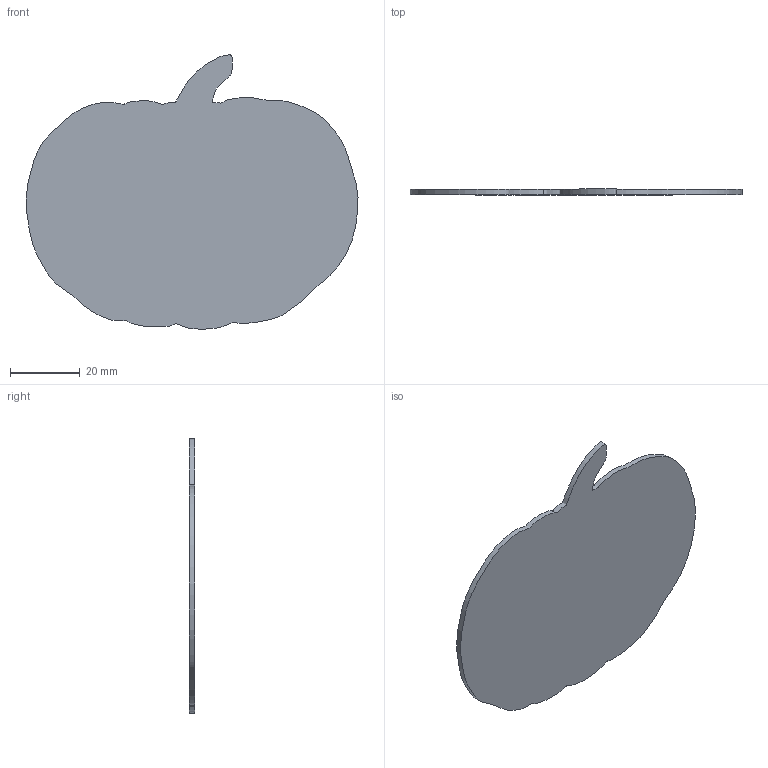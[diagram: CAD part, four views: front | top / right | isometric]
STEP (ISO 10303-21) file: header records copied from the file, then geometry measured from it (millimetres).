
FILE_DESCRIPTION (( 'STEP AP214' ), '1' );
FILE_NAME ('Pumpkin_Board_Layout.STEP', '2018-10-15T19:06:46', ( '' ), ( '' ), 'SwSTEP 2.0', 'SolidWorks 2016', '' );
FILE_SCHEMA (( 'AUTOMOTIVE_DESIGN' ));
Length unit declared in the file: millimetre
Products named in the file (1): Pumpkin_Board_Layout
Bounding box: 95.1 x 1.6 x 78.59 mm (x, y, z)
Volume: 7935.9 mm3; surface area: 11187.8 mm2
Topology: 1 solids, 1 shells, 4 faces, 6 edges, 4 vertices
Faces by surface type: bspline 2, plane 2
Entity records: 499 total; most frequent: CARTESIAN_POINT 393, ORIENTED_EDGE 12, DIRECTION 8, EDGE_CURVE 6, B_SPLINE_CURVE_WITH_KNOTS 4, ADVANCED_FACE 4, FACE_OUTER_BOUND 4, EDGE_LOOP 4
